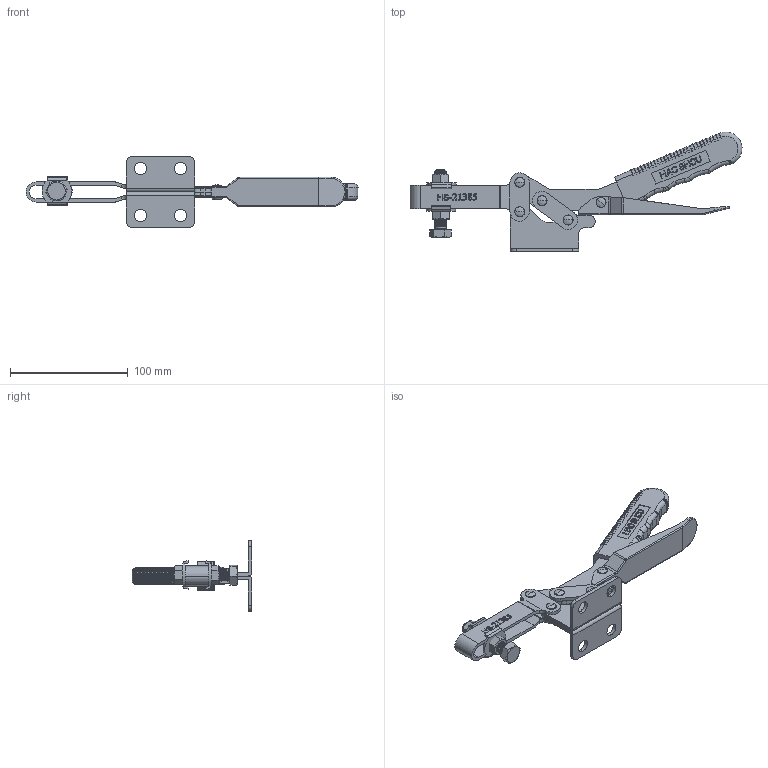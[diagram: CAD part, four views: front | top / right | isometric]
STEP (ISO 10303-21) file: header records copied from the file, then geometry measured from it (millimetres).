
FILE_DESCRIPTION (( 'STEP AP203' ), '1' );
FILE_NAME ('HS-21385.STEP', '2019-08-06T06:40:27', ( '微软用户' ), ( '微软中国' ), 'SwSTEP 2.0', 'SolidWorks 2012', '' );
FILE_SCHEMA (( 'CONFIG_CONTROL_DESIGN' ));
Length unit declared in the file: millimetre
Products named in the file (14): HS-21385; hex nut_ai_HNUT 0.3750-16-D-N; 21385-04_; 21385-02_; 21385-06-1_; 21385-03_; 21385-06_; HSSA-38200_; 21385-07_; 21385-05_; 21385-01__ASM; ____1-52878_; ____1-35503_; PRT0115_
Assembly tree (19 placements, depth 3):
  HS-21385
    PRT0115_  x2
    21385-01__ASM
      ____1-35503_
      ____1-52878_
    21385-05_
    21385-07_
    HSSA-38200_
    21385-06_  x4
    21385-03_
    21385-06-1_
    21385-02_
    21385-04_  x2
    hex nut_ai_HNUT 0.3750-16-D-N  x2
Bounding box: 281.37 x 101.52 x 60 mm (x, y, z)
Volume: 103812.4 mm3; surface area: 68430.7 mm2
Topology: 18 solids, 18 shells, 1719 faces, 4540 edges, 2905 vertices
Faces by surface type: plane 1025, cylinder 436, torus 124, bspline 71, cone 47, sphere 16
Entity records: 69212 total; most frequent: CARTESIAN_POINT 28273, ORIENTED_EDGE 8494, DIRECTION 7642, EDGE_CURVE 4247, VECTOR 3110, LINE 3110, VERTEX_POINT 2733, AXIS2_PLACEMENT_3D 2266
